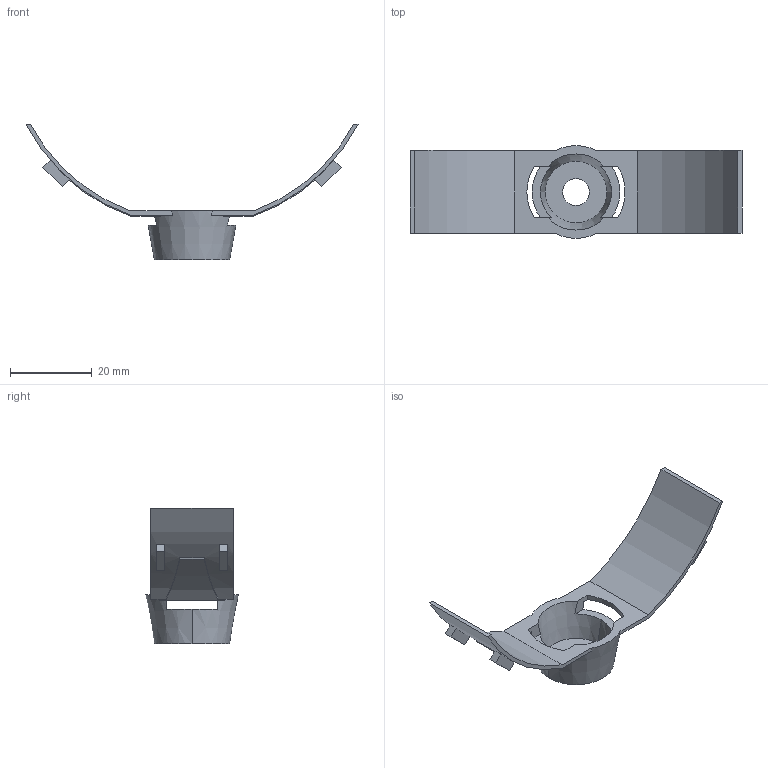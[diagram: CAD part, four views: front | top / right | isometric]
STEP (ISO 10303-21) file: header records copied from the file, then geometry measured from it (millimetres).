
FILE_DESCRIPTION (( 'STEP AP203' ), '1' );
FILE_NAME ('TMWCS6 PART.STEP', '2023-03-24T14:57:09', ( '' ), ( '' ), 'SwSTEP 2.0', 'SolidWorks 2021', '' );
FILE_SCHEMA (( 'CONFIG_CONTROL_DESIGN' ));
Length unit declared in the file: millimetre
Products named in the file (1): TMWCS6 PART
Bounding box: 81.45 x 22.73 x 33.3 mm (x, y, z)
Volume: 3291.3 mm3; surface area: 5336 mm2
Topology: 1 solids, 1 shells, 62 faces, 177 edges, 118 vertices
Faces by surface type: plane 47, cylinder 11, cone 4
Entity records: 2136 total; most frequent: CARTESIAN_POINT 430, ORIENTED_EDGE 354, DIRECTION 329, EDGE_CURVE 177, VERTEX_POINT 118, AXIS2_PLACEMENT_3D 113, VECTOR 103, LINE 103
